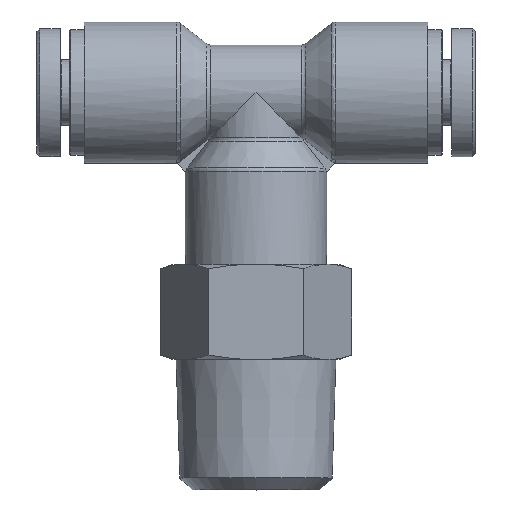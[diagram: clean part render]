
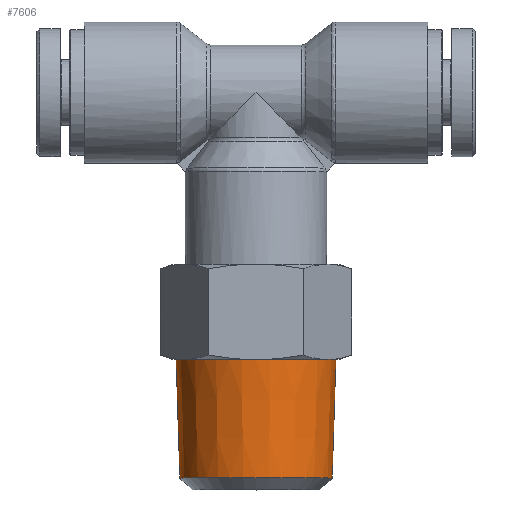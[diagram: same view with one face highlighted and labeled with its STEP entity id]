
A CAD part, top view. The second image highlights one B-rep face of the part: STEP entity #7606.
In plain terms, the highlighted conical face has half-angle 1.791 degrees and reference radius 6.562 mm.
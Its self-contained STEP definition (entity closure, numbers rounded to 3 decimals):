
#7228=CARTESIAN_POINT('',(-18.8,6.734,0.0));
#7229=VERTEX_POINT('',#7228);
#7230=CARTESIAN_POINT('',(-18.8,0.,0.0));
#7231=DIRECTION('',(1.0,0.0,0.0));
#7232=DIRECTION('',(0.0,1.0,0.0));
#7233=AXIS2_PLACEMENT_3D('',#7230,#7231,#7232);
#7234=CIRCLE('',#7233,6.735);
#7235=EDGE_CURVE('',#7229,#7229,#7234,.T.);
#7583=CARTESIAN_POINT('',(-28.8,6.422,0.));
#7584=VERTEX_POINT('',#7583);
#7585=CARTESIAN_POINT('',(-28.8,0.,0.));
#7586=DIRECTION('',(-1.0,0.0,0.0));
#7587=DIRECTION('',(0.0,-1.0,0.0));
#7588=AXIS2_PLACEMENT_3D('',#7585,#7586,#7587);
#7589=CIRCLE('',#7588,6.422);
#7590=EDGE_CURVE('',#7584,#7584,#7589,.T.);
#7595=CARTESIAN_POINT('',(-24.3,0.,0.0));
#7596=DIRECTION('',(1.0,0.,0.0));
#7597=DIRECTION('',(0.0,1.0,0.0));
#7598=AXIS2_PLACEMENT_3D('',#7595,#7596,#7597);
#7599=CONICAL_SURFACE('',#7598,6.563,1.791);
#7600=ORIENTED_EDGE('',*,*,#7235,.F.);
#7601=EDGE_LOOP('',(#7600));
#7602=FACE_OUTER_BOUND('',#7601,.T.);
#7603=ORIENTED_EDGE('',*,*,#7590,.F.);
#7604=EDGE_LOOP('',(#7603));
#7605=FACE_BOUND('',#7604,.T.);
#7606=ADVANCED_FACE('',(#7602,#7605),#7599,.T.);
